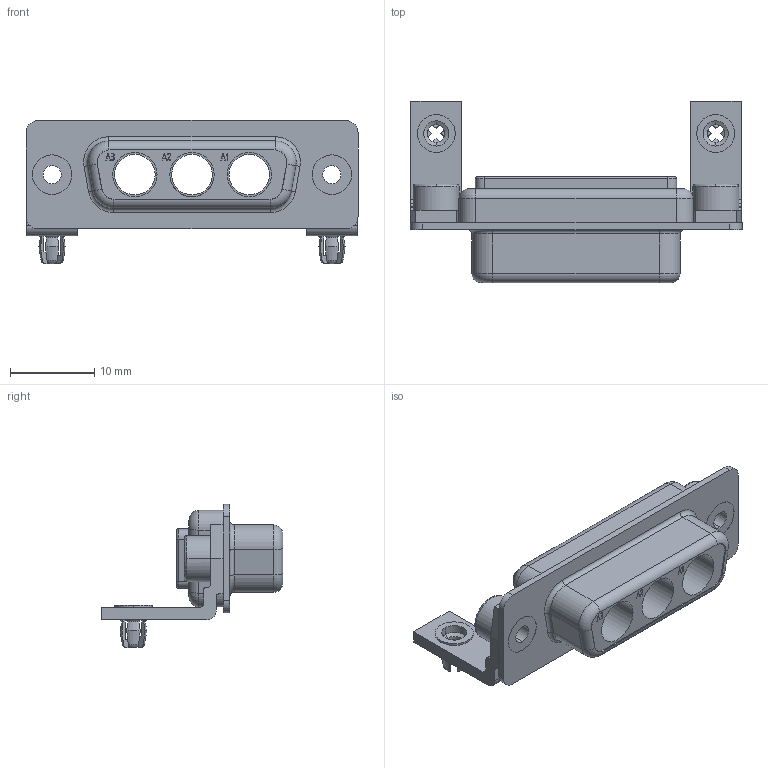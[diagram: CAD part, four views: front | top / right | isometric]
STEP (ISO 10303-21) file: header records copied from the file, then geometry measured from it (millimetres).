
FILE_DESCRIPTION(('Creo Elements/Direct Modeling STEP Export'),'2;1');
FILE_NAME('model.stp','2019-03-21T 7:25:58',(''),(''),'Creo Elements/Direct Modeling STEP processor for AP214 (Solid Model)','Creo Elements/Direct Modeling 20.1A 29-Sep-2018 (C) Parametric Technology GmbH','');
FILE_SCHEMA(('AUTOMOTIVE_DESIGN { 1 0 10303 214 1 1 1 1 }'));
Length unit declared in the file: millimetre
Products named in the file (2): VS-15-BU-DSUB-3P-LH
Assembly tree (1 placements, depth 2):
  VS-15-BU-DSUB-3P-LH
    VS-15-BU-DSUB-3P-LH
Bounding box: 39.52 x 21.6 x 17.07 mm (x, y, z)
Volume: 2752.6 mm3; surface area: 3131.4 mm2
Topology: 1 solids, 1 shells, 478 faces, 1312 edges, 867 vertices
Faces by surface type: plane 255, cylinder 116, torus 44, extrusion 39, cone 24
Entity records: 21920 total; most frequent: CARTESIAN_POINT 6077, ORIENTED_EDGE 2624, DIRECTION 2237, EDGE_CURVE 1312, VECTOR 871, VERTEX_POINT 867, LINE 832, AXIS2_PLACEMENT_3D 683
